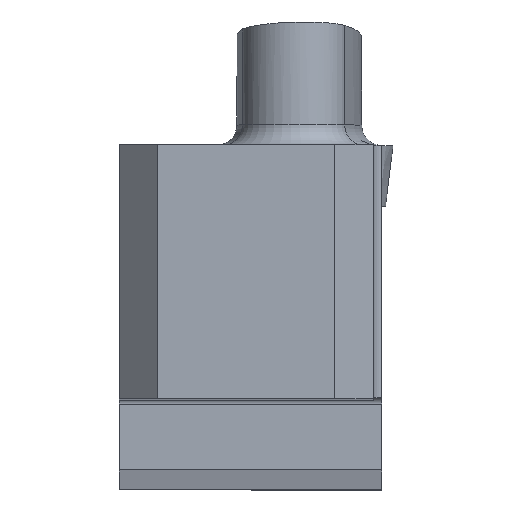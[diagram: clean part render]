
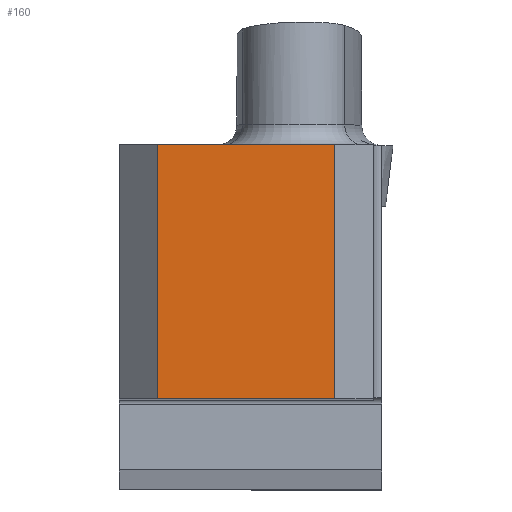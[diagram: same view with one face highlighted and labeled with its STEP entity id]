
A CAD part, top view. The second image highlights one B-rep face of the part: STEP entity #160.
In plain terms, the highlighted planar face has unit normal (0, 0, 1).
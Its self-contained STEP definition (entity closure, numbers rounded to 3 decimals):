
#160=ADVANCED_FACE('CU_BACK_SU1',(#230),#197,.F.);
#197=PLANE('',#1031);
#230=FACE_OUTER_BOUND('',#272,.T.);
#272=EDGE_LOOP('',(#484,#485,#486,#487));
#484=ORIENTED_EDGE('',*,*,#771,.F.);
#485=ORIENTED_EDGE('',*,*,#772,.F.);
#486=ORIENTED_EDGE('',*,*,#773,.T.);
#487=ORIENTED_EDGE('',*,*,#774,.T.);
#669=VERTEX_POINT('',#1630);
#670=VERTEX_POINT('',#1631);
#671=VERTEX_POINT('',#1633);
#672=VERTEX_POINT('',#1635);
#771=EDGE_CURVE('',#669,#670,#854,.T.);
#772=EDGE_CURVE('',#671,#669,#855,.T.);
#773=EDGE_CURVE('',#671,#672,#856,.T.);
#774=EDGE_CURVE('',#672,#670,#857,.T.);
#854=LINE('',#1629,#916);
#855=LINE('',#1632,#917);
#856=LINE('',#1634,#918);
#857=LINE('',#1636,#919);
#916=VECTOR('',#1228,1.);
#917=VECTOR('',#1229,1.);
#918=VECTOR('',#1230,1.);
#919=VECTOR('',#1231,1.);
#1031=AXIS2_PLACEMENT_3D('',#1637,#1232,#1233);
#1228=DIRECTION('',(0.,-1.,0.));
#1229=DIRECTION('',(1.,0.,0.));
#1230=DIRECTION('',(0.,-1.,0.));
#1231=DIRECTION('',(1.,0.,0.));
#1232=DIRECTION('',(0.,0.,-1.));
#1233=DIRECTION('',(1.,0.,0.));
#1629=CARTESIAN_POINT('',(16.925,0.,0.));
#1630=CARTESIAN_POINT('',(16.925,19.925,0.));
#1631=CARTESIAN_POINT('',(16.925,0.,0.));
#1632=CARTESIAN_POINT('',(110.,19.925,0.));
#1633=CARTESIAN_POINT('',(3.,19.925,0.));
#1634=CARTESIAN_POINT('',(3.,0.,0.));
#1635=CARTESIAN_POINT('',(3.,0.,0.));
#1636=CARTESIAN_POINT('',(110.,0.,0.));
#1637=CARTESIAN_POINT('',(-22.996,39.925,0.));
